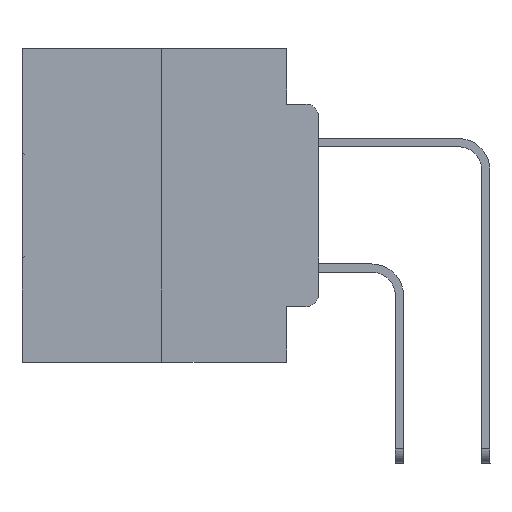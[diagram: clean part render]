
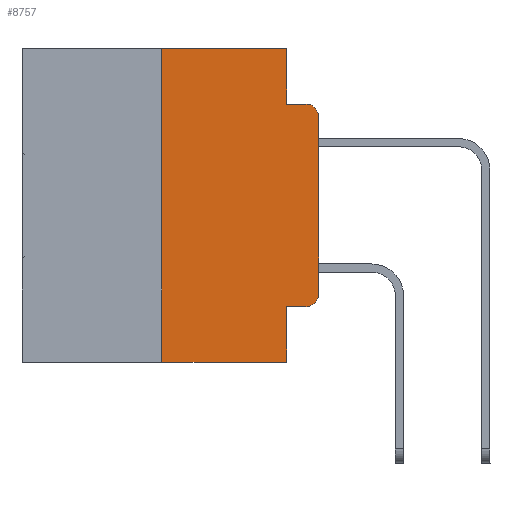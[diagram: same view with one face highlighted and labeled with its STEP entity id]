
A CAD part, left-side view. The second image highlights one B-rep face of the part: STEP entity #8757.
In plain terms, the highlighted planar face has unit normal (-1, 0, 0).
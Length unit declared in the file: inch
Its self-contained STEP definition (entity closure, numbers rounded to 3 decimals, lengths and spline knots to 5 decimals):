
#269 = CARTESIAN_POINT ( 'NONE',  ( 0., 0.051, 0. ) ) ;
#275 = CARTESIAN_POINT ( 'NONE',  ( 0., 0.473, 0. ) ) ;
#1130 = LINE ( 'NONE', #4720, #21966 ) ;
#1550 = EDGE_CURVE ( 'NONE', #5898, #14484, #14331, .T. ) ;
#1636 = LINE ( 'NONE', #17963, #20906 ) ;
#2296 = CARTESIAN_POINT ( 'NONE',  ( 0., 0.25, 0. ) ) ;
#2381 = LINE ( 'NONE', #16205, #18883 ) ;
#2915 = EDGE_LOOP ( 'NONE', ( #30882, #32218, #27122, #25311, #30492, #5181, #25756, #3519, #5297, #23999 ) ) ;
#3519 = ORIENTED_EDGE ( 'NONE', *, *, #19018, .F. ) ;
#3711 = CARTESIAN_POINT ( 'NONE',  ( 0., 0., -0.1085 ) ) ;
#4720 = CARTESIAN_POINT ( 'NONE',  ( 0., 0.051, -0.4115 ) ) ;
#5172 = CARTESIAN_POINT ( 'NONE',  ( 0., 0.25, 0. ) ) ;
#5181 = ORIENTED_EDGE ( 'NONE', *, *, #27374, .F. ) ;
#5297 = ORIENTED_EDGE ( 'NONE', *, *, #12381, .T. ) ;
#5322 = VECTOR ( 'NONE', #7444, 39.37008 ) ;
#5353 = FACE_OUTER_BOUND ( 'NONE', #2915, .T. ) ;
#5448 = DIRECTION ( 'NONE',  ( 0., 0., -1. ) ) ;
#5898 = VERTEX_POINT ( 'NONE', #23228 ) ;
#5919 = VERTEX_POINT ( 'NONE', #25741 ) ;
#6354 = DIRECTION ( 'NONE',  ( 0., 0., -1. ) ) ;
#6626 = VERTEX_POINT ( 'NONE', #24901 ) ;
#6694 = DIRECTION ( 'NONE',  ( -1., 0., 0. ) ) ;
#7444 = DIRECTION ( 'NONE',  ( 0., -1., 0. ) ) ;
#7808 = VERTEX_POINT ( 'NONE', #21659 ) ;
#7912 = VECTOR ( 'NONE', #12082, 39.37008 ) ;
#8059 = VERTEX_POINT ( 'NONE', #30043 ) ;
#8431 = EDGE_CURVE ( 'NONE', #29585, #14484, #9758, .T. ) ;
#8498 = AXIS2_PLACEMENT_3D ( 'NONE', #11480, #28815, #14017 ) ;
#8630 = VERTEX_POINT ( 'NONE', #2296 ) ;
#8757 = ADVANCED_FACE ( 'NONE', ( #5353 ), #17918, .F. ) ;
#9041 = EDGE_CURVE ( 'NONE', #5919, #15460, #13225, .T. ) ;
#9297 = EDGE_CURVE ( 'NONE', #7808, #6626, #18626, .T. ) ;
#9758 = CIRCLE ( 'NONE', #14756, 0.02 ) ;
#10126 = EDGE_CURVE ( 'NONE', #15460, #29585, #1636, .T. ) ;
#11065 = LINE ( 'NONE', #269, #16117 ) ;
#11480 = CARTESIAN_POINT ( 'NONE',  ( 0., 0.02, -0.3915 ) ) ;
#12082 = DIRECTION ( 'NONE',  ( 0., -1., 0. ) ) ;
#12216 = LINE ( 'NONE', #5172, #18066 ) ;
#12381 = EDGE_CURVE ( 'NONE', #23310, #5919, #1130, .T. ) ;
#12771 = DIRECTION ( 'NONE',  ( 0., 0., 1. ) ) ;
#13107 = DIRECTION ( 'NONE',  ( 0., -1., 0. ) ) ;
#13225 = CIRCLE ( 'NONE', #8498, 0.02 ) ;
#14017 = DIRECTION ( 'NONE',  ( 0., 0., -1. ) ) ;
#14331 = LINE ( 'NONE', #30387, #21693 ) ;
#14484 = VERTEX_POINT ( 'NONE', #25609 ) ;
#14558 = LINE ( 'NONE', #21968, #7912 ) ;
#14756 = AXIS2_PLACEMENT_3D ( 'NONE', #21621, #6694, #24126 ) ;
#15460 = VERTEX_POINT ( 'NONE', #26102 ) ;
#16117 = VECTOR ( 'NONE', #17911, 39.37008 ) ;
#16205 = CARTESIAN_POINT ( 'NONE',  ( 0., 0.051, 0. ) ) ;
#17454 = AXIS2_PLACEMENT_3D ( 'NONE', #275, #20399, #5448 ) ;
#17911 = DIRECTION ( 'NONE',  ( 0., 0., -1. ) ) ;
#17918 = PLANE ( 'NONE',  #17454 ) ;
#17963 = CARTESIAN_POINT ( 'NONE',  ( 0., 0., 0. ) ) ;
#18066 = VECTOR ( 'NONE', #12771, 39.37008 ) ;
#18626 = LINE ( 'NONE', #27240, #5322 ) ;
#18883 = VECTOR ( 'NONE', #6354, 39.37008 ) ;
#19018 = EDGE_CURVE ( 'NONE', #23310, #6626, #11065, .T. ) ;
#19691 = DIRECTION ( 'NONE',  ( 0., -1., 0. ) ) ;
#20399 = DIRECTION ( 'NONE',  ( 1., 0., 0. ) ) ;
#20409 = CARTESIAN_POINT ( 'NONE',  ( 0., 0.051, -0.4115 ) ) ;
#20553 = DIRECTION ( 'NONE',  ( 0., 0., 1. ) ) ;
#20906 = VECTOR ( 'NONE', #20553, 39.37008 ) ;
#21621 = CARTESIAN_POINT ( 'NONE',  ( 0., 0.02, -0.1085 ) ) ;
#21659 = CARTESIAN_POINT ( 'NONE',  ( 0., 0.25, -0.5 ) ) ;
#21693 = VECTOR ( 'NONE', #13107, 39.37008 ) ;
#21966 = VECTOR ( 'NONE', #19691, 39.37008 ) ;
#21968 = CARTESIAN_POINT ( 'NONE',  ( 0., 0.473, 0. ) ) ;
#23228 = CARTESIAN_POINT ( 'NONE',  ( 0., 0.051, -0.0885 ) ) ;
#23310 = VERTEX_POINT ( 'NONE', #20409 ) ;
#23999 = ORIENTED_EDGE ( 'NONE', *, *, #9041, .T. ) ;
#24126 = DIRECTION ( 'NONE',  ( 0., 0., -1. ) ) ;
#24901 = CARTESIAN_POINT ( 'NONE',  ( 0., 0.051, -0.5 ) ) ;
#25311 = ORIENTED_EDGE ( 'NONE', *, *, #32235, .F. ) ;
#25609 = CARTESIAN_POINT ( 'NONE',  ( 0., 0.02, -0.0885 ) ) ;
#25741 = CARTESIAN_POINT ( 'NONE',  ( 0., 0.02, -0.4115 ) ) ;
#25756 = ORIENTED_EDGE ( 'NONE', *, *, #9297, .T. ) ;
#26102 = CARTESIAN_POINT ( 'NONE',  ( 0., 0., -0.3915 ) ) ;
#27122 = ORIENTED_EDGE ( 'NONE', *, *, #1550, .F. ) ;
#27240 = CARTESIAN_POINT ( 'NONE',  ( 0., 0.473, -0.5 ) ) ;
#27374 = EDGE_CURVE ( 'NONE', #7808, #8630, #12216, .T. ) ;
#27846 = EDGE_CURVE ( 'NONE', #8630, #8059, #14558, .T. ) ;
#28815 = DIRECTION ( 'NONE',  ( -1., 0., 0. ) ) ;
#29585 = VERTEX_POINT ( 'NONE', #3711 ) ;
#30043 = CARTESIAN_POINT ( 'NONE',  ( 0., 0.051, 0. ) ) ;
#30387 = CARTESIAN_POINT ( 'NONE',  ( 0., 0.051, -0.0885 ) ) ;
#30492 = ORIENTED_EDGE ( 'NONE', *, *, #27846, .F. ) ;
#30882 = ORIENTED_EDGE ( 'NONE', *, *, #10126, .T. ) ;
#32218 = ORIENTED_EDGE ( 'NONE', *, *, #8431, .T. ) ;
#32235 = EDGE_CURVE ( 'NONE', #8059, #5898, #2381, .T. ) ;
